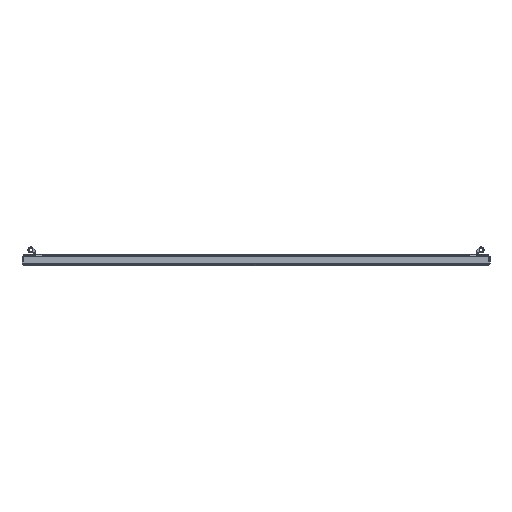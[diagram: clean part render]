
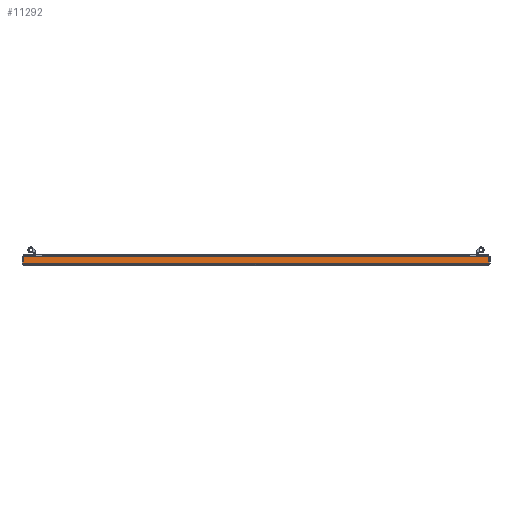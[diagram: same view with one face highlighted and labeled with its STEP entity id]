
A CAD part, front view. The second image highlights one B-rep face of the part: STEP entity #11292.
In plain terms, the highlighted planar face has unit normal (0, -1, 0).
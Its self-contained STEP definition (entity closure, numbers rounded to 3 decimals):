
#935 = DIRECTION ( 'NONE',  ( 0., 1., 0. ) ) ;
#1033 = VERTEX_POINT ( 'NONE', #11540 ) ;
#1196 = DIRECTION ( 'NONE',  ( 0., 0., 1. ) ) ;
#1350 = VERTEX_POINT ( 'NONE', #12374 ) ;
#1500 = VERTEX_POINT ( 'NONE', #4076 ) ;
#1632 = ORIENTED_EDGE ( 'NONE', *, *, #7178, .T. ) ;
#1756 = VECTOR ( 'NONE', #11126, 1000. ) ;
#2311 = EDGE_CURVE ( 'NONE', #5780, #1350, #10986, .T. ) ;
#2695 = CARTESIAN_POINT ( 'NONE',  ( -398.4, -798.5, 2. ) ) ;
#2766 = VECTOR ( 'NONE', #6202, 1000. ) ;
#3602 = EDGE_CURVE ( 'NONE', #5780, #1500, #9382, .T. ) ;
#3642 = LINE ( 'NONE', #7507, #11875 ) ;
#3714 = AXIS2_PLACEMENT_3D ( 'NONE', #4265, #935, #8282 ) ;
#3998 = ORIENTED_EDGE ( 'NONE', *, *, #3602, .T. ) ;
#4076 = CARTESIAN_POINT ( 'NONE',  ( 396.293, -798.5, 13.6 ) ) ;
#4217 = PLANE ( 'NONE',  #3714 ) ;
#4265 = CARTESIAN_POINT ( 'NONE',  ( 0., -798.5, 0. ) ) ;
#5137 = ORIENTED_EDGE ( 'NONE', *, *, #6527, .F. ) ;
#5165 = DIRECTION ( 'NONE',  ( -1., 0., 0. ) ) ;
#5780 = VERTEX_POINT ( 'NONE', #6413 ) ;
#6202 = DIRECTION ( 'NONE',  ( 0., 0., 1. ) ) ;
#6413 = CARTESIAN_POINT ( 'NONE',  ( 396.293, -798.5, 2. ) ) ;
#6527 = EDGE_CURVE ( 'NONE', #1350, #1033, #3642, .T. ) ;
#7178 = EDGE_CURVE ( 'NONE', #1500, #1033, #11424, .T. ) ;
#7507 = CARTESIAN_POINT ( 'NONE',  ( -396.293, -798.5, 0. ) ) ;
#7722 = CARTESIAN_POINT ( 'NONE',  ( 0., -798.5, 13.6 ) ) ;
#8191 = EDGE_LOOP ( 'NONE', ( #11004, #3998, #1632, #5137 ) ) ;
#8282 = DIRECTION ( 'NONE',  ( 0., 0., 1. ) ) ;
#9382 = LINE ( 'NONE', #12498, #2766 ) ;
#9818 = FACE_OUTER_BOUND ( 'NONE', #8191, .T. ) ;
#10986 = LINE ( 'NONE', #2695, #1756 ) ;
#11004 = ORIENTED_EDGE ( 'NONE', *, *, #2311, .F. ) ;
#11126 = DIRECTION ( 'NONE',  ( -1., 0., 0. ) ) ;
#11292 = ADVANCED_FACE ( 'NONE', ( #9818 ), #4217, .F. ) ;
#11424 = LINE ( 'NONE', #7722, #11937 ) ;
#11540 = CARTESIAN_POINT ( 'NONE',  ( -396.293, -798.5, 13.6 ) ) ;
#11875 = VECTOR ( 'NONE', #1196, 1000. ) ;
#11937 = VECTOR ( 'NONE', #5165, 1000. ) ;
#12374 = CARTESIAN_POINT ( 'NONE',  ( -396.293, -798.5, 2. ) ) ;
#12498 = CARTESIAN_POINT ( 'NONE',  ( 396.293, -798.5, 0. ) ) ;
